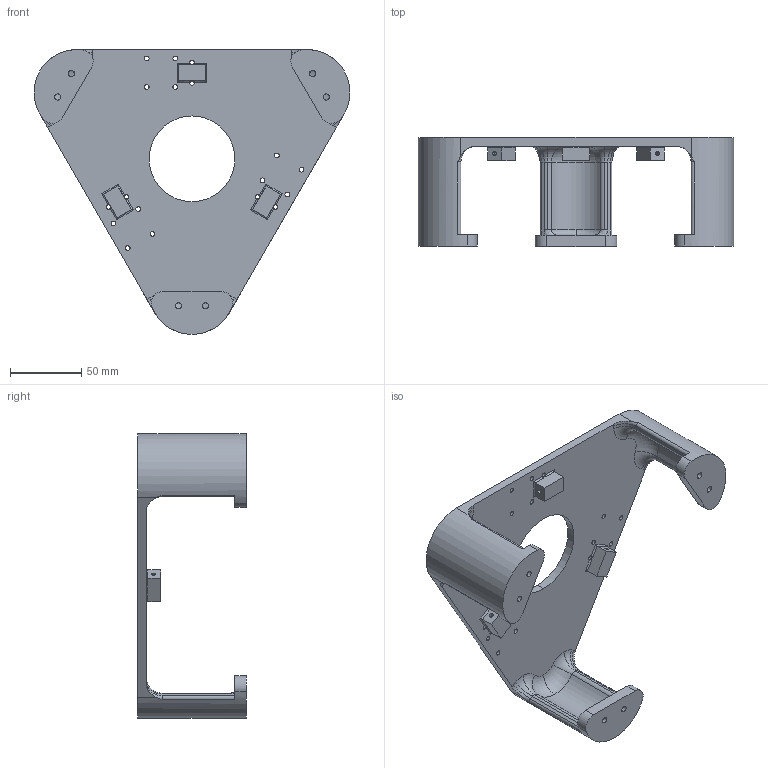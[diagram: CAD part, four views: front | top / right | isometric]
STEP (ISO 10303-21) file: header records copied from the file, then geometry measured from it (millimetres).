
FILE_DESCRIPTION (( 'STEP AP203' ), '1' );
FILE_NAME ('bottom platform w servo_Default_sldprt.STEP', '2021-07-28T20:20:00', ( '' ), ( '' ), 'SwSTEP 2.0', 'SolidWorks 2020', '' );
FILE_SCHEMA (( 'CONFIG_CONTROL_DESIGN' ));
Length unit declared in the file: millimetre
Products named in the file (1): bottom platform w servo_Default_sldprt
Bounding box: 221.08 x 76 x 199.5 mm (x, y, z)
Volume: 273258.7 mm3; surface area: 92016.2 mm2
Topology: 1 solids, 1 shells, 208 faces, 572 edges, 356 vertices
Faces by surface type: cylinder 117, plane 50, torus 24, bspline 17
Entity records: 7933 total; most frequent: CARTESIAN_POINT 2461, DIRECTION 1161, ORIENTED_EDGE 1124, EDGE_CURVE 562, AXIS2_PLACEMENT_3D 462, VERTEX_POINT 356, CIRCLE 270, EDGE_LOOP 270
